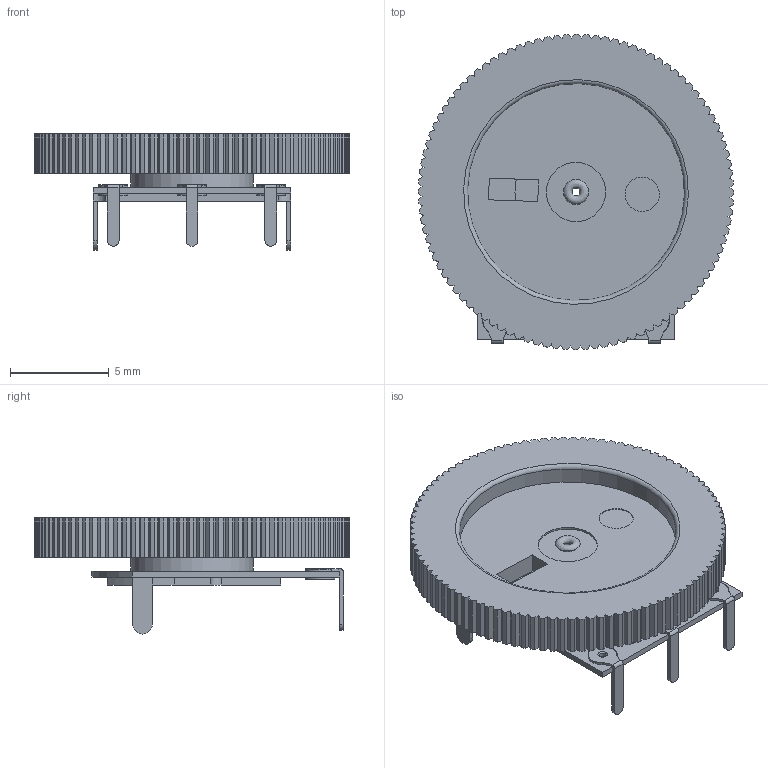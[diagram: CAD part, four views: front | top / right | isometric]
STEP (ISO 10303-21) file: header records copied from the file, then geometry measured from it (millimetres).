
FILE_DESCRIPTION(('FreeCAD Model'),'2;1');
FILE_NAME('Open CASCADE Shape Model','2023-08-20T18:22:34',(''),(''), 'Open CASCADE STEP processor 7.6','FreeCAD','Unknown');
FILE_SCHEMA(('AUTOMOTIVE_DESIGN { 1 0 10303 214 1 1 1 1 }'));
Length unit declared in the file: millimetre
Products named in the file (7): potentiometre 3pin; brochage001; supp metalliq001; disque001; pin005; pin007; pin009
Assembly tree (6 placements, depth 2):
  potentiometre 3pin
    brochage001
    supp metalliq001
    disque001
    pin005
    pin007
    pin009
Bounding box: 16 x 16 x 5.89 mm (x, y, z)
Volume: 381.9 mm3; surface area: 1059.2 mm2
Topology: 6 solids, 6 shells, 433 faces, 1232 edges, 822 vertices
Faces by surface type: plane 275, cylinder 139, revolution 16, cone 2, torus 1
Full cylindrical faces by diameter (mm): 0.352 x3, 0.417 x1, 0.486 x1, 0.597 x3, 0.6 x5, 0.635 x1, 1 x1, 1.478 x3, 1.741 x1, 2.151 x1, 3 x1, 6.194 x1, 11 x1
Entity records: 29481 total; most frequent: CARTESIAN_POINT 6595, DIRECTION 3662, ORIENTED_EDGE 2464, PCURVE 2464, DEFINITIONAL_REPRESENTATION 2464, LINE 1853, VECTOR 1853, EDGE_CURVE 1232
